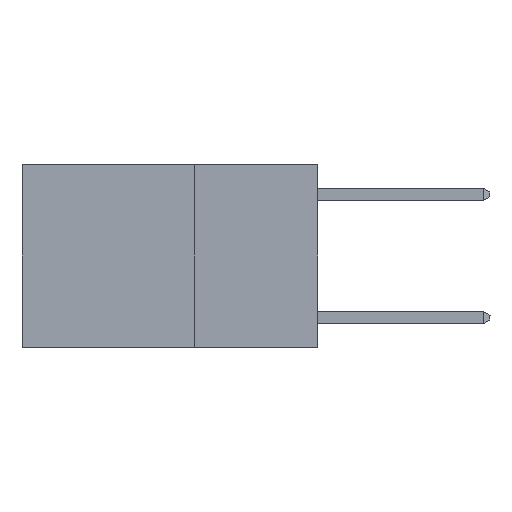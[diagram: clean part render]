
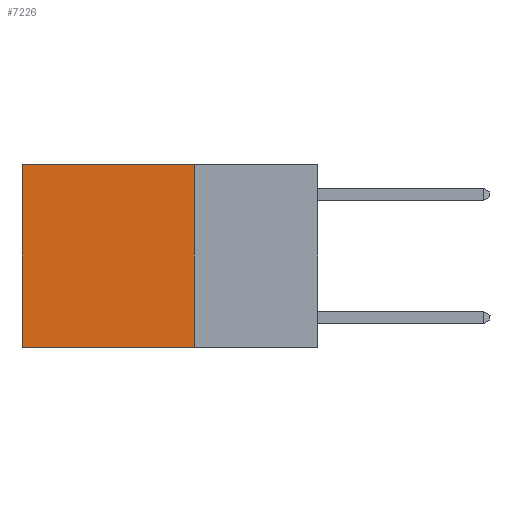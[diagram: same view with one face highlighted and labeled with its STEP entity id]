
A CAD part, left-side view. The second image highlights one B-rep face of the part: STEP entity #7226.
In plain terms, the highlighted planar face has unit normal (-1, 0, 0).
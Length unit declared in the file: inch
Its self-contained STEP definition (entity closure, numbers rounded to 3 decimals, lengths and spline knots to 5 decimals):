
#23 = VECTOR ( 'NONE', #4262, 39.37008 ) ;
#2435 = DIRECTION ( 'NONE',  ( 1., 0., 0. ) ) ;
#3034 = EDGE_CURVE ( 'NONE', #24215, #20635, #15183, .T. ) ;
#3917 = ORIENTED_EDGE ( 'NONE', *, *, #26998, .F. ) ;
#4262 = DIRECTION ( 'NONE',  ( 0., 0., -1. ) ) ;
#4447 = CARTESIAN_POINT ( 'NONE',  ( 0.2625, 0.25, -0.37 ) ) ;
#5516 = ORIENTED_EDGE ( 'NONE', *, *, #25154, .T. ) ;
#6390 = DIRECTION ( 'NONE',  ( 0., 0., -1. ) ) ;
#7226 = ADVANCED_FACE ( 'NONE', ( #21770 ), #15452, .F. ) ;
#7880 = CARTESIAN_POINT ( 'NONE',  ( 0.2625, 0.6, -0.37 ) ) ;
#8033 = EDGE_CURVE ( 'NONE', #24215, #11869, #8894, .T. ) ;
#8199 = VECTOR ( 'NONE', #27475, 39.37008 ) ;
#8894 = LINE ( 'NONE', #25412, #8199 ) ;
#11815 = LINE ( 'NONE', #21857, #22624 ) ;
#11869 = VERTEX_POINT ( 'NONE', #13091 ) ;
#12785 = ORIENTED_EDGE ( 'NONE', *, *, #3034, .F. ) ;
#13091 = CARTESIAN_POINT ( 'NONE',  ( 0.2625, 0.6, 0. ) ) ;
#13349 = CARTESIAN_POINT ( 'NONE',  ( 0.2625, 0.25, 0. ) ) ;
#15146 = CARTESIAN_POINT ( 'NONE',  ( 0.2625, 0.6, 0. ) ) ;
#15183 = LINE ( 'NONE', #25646, #25855 ) ;
#15452 = PLANE ( 'NONE',  #17334 ) ;
#17334 = AXIS2_PLACEMENT_3D ( 'NONE', #13349, #2435, #17751 ) ;
#17545 = LINE ( 'NONE', #15146, #23 ) ;
#17751 = DIRECTION ( 'NONE',  ( 0., 0., -1. ) ) ;
#18280 = EDGE_LOOP ( 'NONE', ( #5516, #3917, #12785, #24952 ) ) ;
#20635 = VERTEX_POINT ( 'NONE', #4447 ) ;
#21770 = FACE_OUTER_BOUND ( 'NONE', #18280, .T. ) ;
#21857 = CARTESIAN_POINT ( 'NONE',  ( 0.2625, 0.25, -0.37 ) ) ;
#22624 = VECTOR ( 'NONE', #23965, 39.37008 ) ;
#23965 = DIRECTION ( 'NONE',  ( 0., 1., 0. ) ) ;
#24215 = VERTEX_POINT ( 'NONE', #27076 ) ;
#24902 = VERTEX_POINT ( 'NONE', #7880 ) ;
#24952 = ORIENTED_EDGE ( 'NONE', *, *, #8033, .T. ) ;
#25154 = EDGE_CURVE ( 'NONE', #11869, #24902, #17545, .T. ) ;
#25412 = CARTESIAN_POINT ( 'NONE',  ( 0.2625, 0.25, 0. ) ) ;
#25646 = CARTESIAN_POINT ( 'NONE',  ( 0.2625, 0.25, 0. ) ) ;
#25855 = VECTOR ( 'NONE', #6390, 39.37008 ) ;
#26998 = EDGE_CURVE ( 'NONE', #20635, #24902, #11815, .T. ) ;
#27076 = CARTESIAN_POINT ( 'NONE',  ( 0.2625, 0.25, 0. ) ) ;
#27475 = DIRECTION ( 'NONE',  ( 0., 1., 0. ) ) ;
